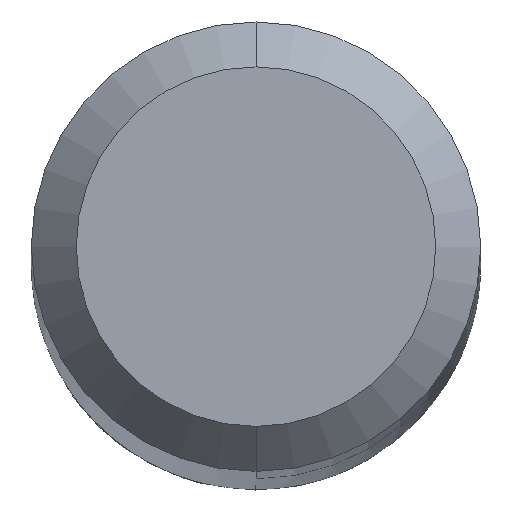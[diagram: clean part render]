
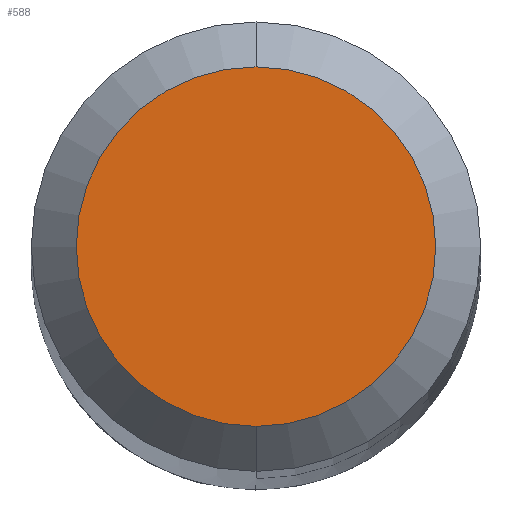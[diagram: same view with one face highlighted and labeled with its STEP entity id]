
A CAD part, top view. The second image highlights one B-rep face of the part: STEP entity #588.
In plain terms, the highlighted planar face has unit normal (0, 0, 1).
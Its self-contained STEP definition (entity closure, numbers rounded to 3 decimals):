
#336=VERTEX_POINT('',#836);
#356=EDGE_CURVE('',#336,#472,#857,.T.);
#472=VERTEX_POINT('',#984);
#550=EDGE_CURVE('',#472,#336,#1070,.T.);
#588=ADVANCED_FACE('',(#1109),#1110,.T.);
#836=CARTESIAN_POINT('',(0.,-1.2,0.0));
#857=CIRCLE('',#1740,1.2);
#984=CARTESIAN_POINT('',(0.0,1.2,0.0));
#1070=CIRCLE('',#2470,1.2);
#1109=FACE_OUTER_BOUND('',#2555,.T.);
#1110=PLANE('',#2556);
#1740=AXIS2_PLACEMENT_3D('',#3576,#3577,#3578);
#2470=AXIS2_PLACEMENT_3D('',#3820,#3821,#3822);
#2555=EDGE_LOOP('',(#3852,#3853));
#2556=AXIS2_PLACEMENT_3D('',#3854,#3855,#3856);
#3576=CARTESIAN_POINT('',(0.0,0.0,0.0));
#3577=DIRECTION('',(0.0,0.0,-1.0));
#3578=DIRECTION('',(0.0,1.0,0.0));
#3820=CARTESIAN_POINT('',(0.0,0.0,0.0));
#3821=DIRECTION('',(0.0,0.0,-1.0));
#3822=DIRECTION('',(0.0,1.0,0.0));
#3852=ORIENTED_EDGE('',*,*,#550,.F.);
#3853=ORIENTED_EDGE('',*,*,#356,.F.);
#3854=CARTESIAN_POINT('',(0.0,0.6,0.0));
#3855=DIRECTION('',(-0.0,0.0,1.0));
#3856=DIRECTION('',(0.0,-1.0,0.0));
